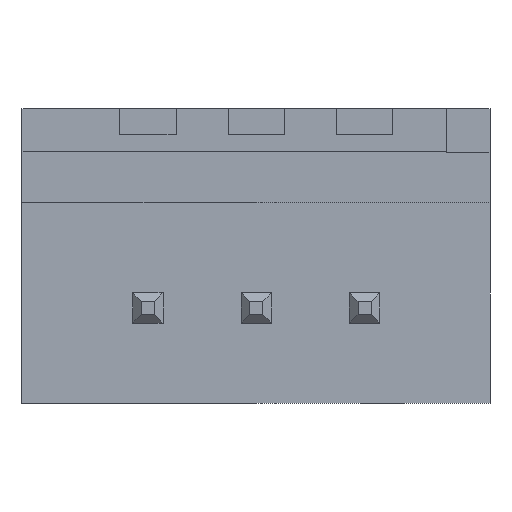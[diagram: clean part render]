
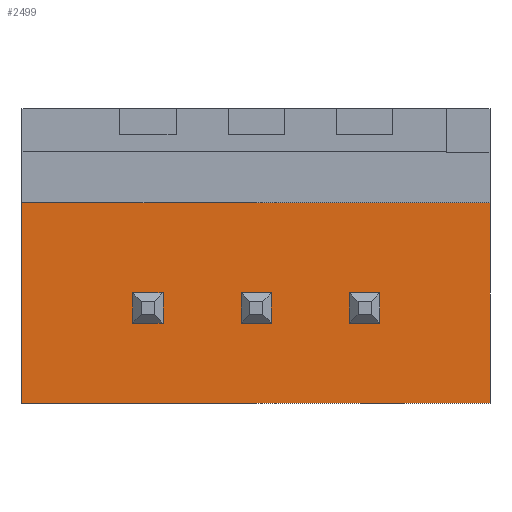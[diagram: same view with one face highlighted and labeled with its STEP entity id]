
A CAD part, front view. The second image highlights one B-rep face of the part: STEP entity #2499.
In plain terms, the highlighted planar face has unit normal (0, -1, 0).
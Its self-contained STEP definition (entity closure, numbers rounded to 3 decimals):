
#67 = VERTEX_POINT ( 'NONE', #881 ) ;
#164 = ORIENTED_EDGE ( 'NONE', *, *, #2366, .F. ) ;
#178 = DIRECTION ( 'NONE',  ( 0., 0., -1. ) ) ;
#218 = ORIENTED_EDGE ( 'NONE', *, *, #3028, .F. ) ;
#336 = DIRECTION ( 'NONE',  ( -1., 0., 0. ) ) ;
#605 = LINE ( 'NONE', #657, #3493 ) ;
#657 = CARTESIAN_POINT ( 'NONE',  ( -2.7, 0., -1.7 ) ) ;
#826 = CARTESIAN_POINT ( 'NONE',  ( 2.7, 0., 0.615 ) ) ;
#837 = EDGE_LOOP ( 'NONE', ( #1129, #218, #2482, #164 ) ) ;
#843 = CARTESIAN_POINT ( 'NONE',  ( 2.7, 0., 0.615 ) ) ;
#866 = DIRECTION ( 'NONE',  ( 0., 0., 1. ) ) ;
#881 = CARTESIAN_POINT ( 'NONE',  ( -2.7, 0., 0.615 ) ) ;
#1023 = CARTESIAN_POINT ( 'NONE',  ( 2.7, 0., 1.7 ) ) ;
#1129 = ORIENTED_EDGE ( 'NONE', *, *, #1945, .T. ) ;
#1505 = CARTESIAN_POINT ( 'NONE',  ( 0., 0., 0. ) ) ;
#1541 = EDGE_CURVE ( 'NONE', #1592, #1931, #605, .T. ) ;
#1592 = VERTEX_POINT ( 'NONE', #2286 ) ;
#1749 = VECTOR ( 'NONE', #178, 1000. ) ;
#1816 = VECTOR ( 'NONE', #866, 1000. ) ;
#1931 = VERTEX_POINT ( 'NONE', #2757 ) ;
#1945 = EDGE_CURVE ( 'NONE', #2004, #67, #2316, .T. ) ;
#2004 = VERTEX_POINT ( 'NONE', #826 ) ;
#2053 = DIRECTION ( 'NONE',  ( 0., 0., -1. ) ) ;
#2114 = LINE ( 'NONE', #2849, #1816 ) ;
#2222 = FACE_OUTER_BOUND ( 'NONE', #837, .T. ) ;
#2286 = CARTESIAN_POINT ( 'NONE',  ( 2.7, 0., -1.7 ) ) ;
#2316 = LINE ( 'NONE', #843, #2705 ) ;
#2336 = PLANE ( 'NONE',  #3225 ) ;
#2356 = LINE ( 'NONE', #1023, #1749 ) ;
#2366 = EDGE_CURVE ( 'NONE', #2004, #1592, #2356, .T. ) ;
#2482 = ORIENTED_EDGE ( 'NONE', *, *, #1541, .F. ) ;
#2499 = ADVANCED_FACE ( 'NONE', ( #2222 ), #2336, .T. ) ;
#2705 = VECTOR ( 'NONE', #3078, 1000. ) ;
#2757 = CARTESIAN_POINT ( 'NONE',  ( -2.7, 0., -1.7 ) ) ;
#2849 = CARTESIAN_POINT ( 'NONE',  ( -2.7, 0., 1.7 ) ) ;
#2875 = DIRECTION ( 'NONE',  ( 0., -1., 0. ) ) ;
#3028 = EDGE_CURVE ( 'NONE', #1931, #67, #2114, .T. ) ;
#3078 = DIRECTION ( 'NONE',  ( -1., 0., 0. ) ) ;
#3225 = AXIS2_PLACEMENT_3D ( 'NONE', #1505, #2875, #2053 ) ;
#3493 = VECTOR ( 'NONE', #336, 1000. ) ;
